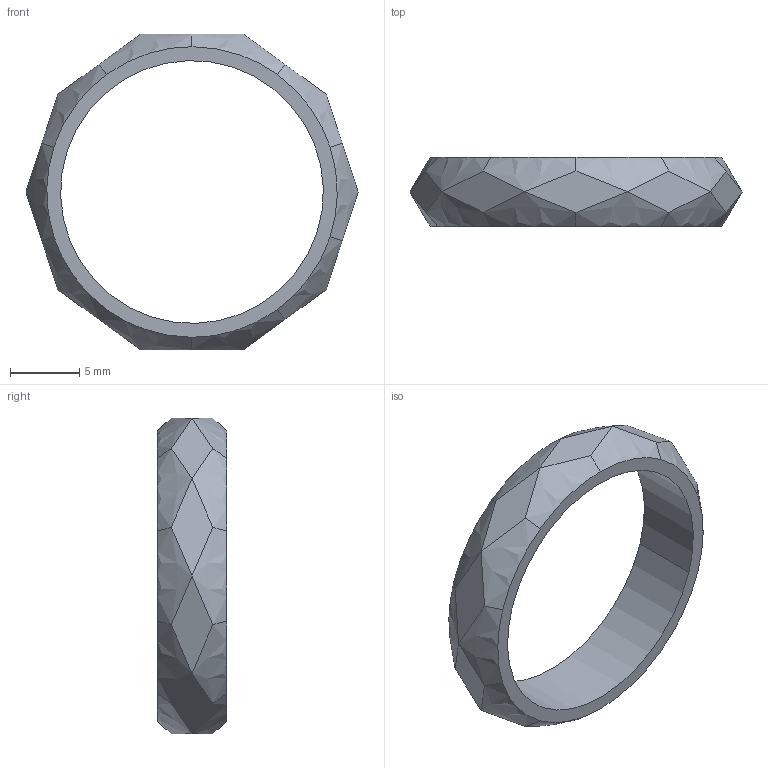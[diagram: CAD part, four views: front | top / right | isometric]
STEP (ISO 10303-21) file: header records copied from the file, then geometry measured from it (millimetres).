
FILE_DESCRIPTION (( 'STEP AP214' ), '1' );
FILE_NAME ('Ring.STEP', '2017-04-12T13:16:51', ( '' ), ( '' ), 'SwSTEP 2.0', 'SolidWorks 2017', '' );
FILE_SCHEMA (( 'AUTOMOTIVE_DESIGN' ));
Length unit declared in the file: millimetre
Products named in the file (1): Ring
Bounding box: 24 x 5 x 22.82 mm (x, y, z)
Volume: 570.9 mm3; surface area: 825 mm2
Topology: 1 solids, 1 shells, 34 faces, 86 edges, 54 vertices
Faces by surface type: bspline 20, plane 12, cylinder 2
Entity records: 3102 total; most frequent: CARTESIAN_POINT 2355, ORIENTED_EDGE 172, EDGE_CURVE 86, B_SPLINE_CURVE_WITH_KNOTS 80, VERTEX_POINT 54, DIRECTION 40, EDGE_LOOP 36, ADVANCED_FACE 34
